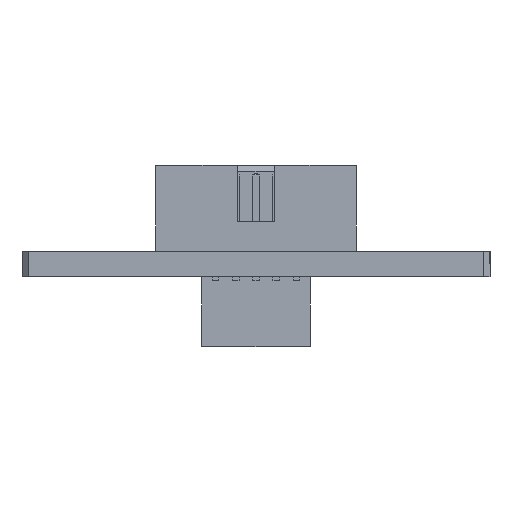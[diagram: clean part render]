
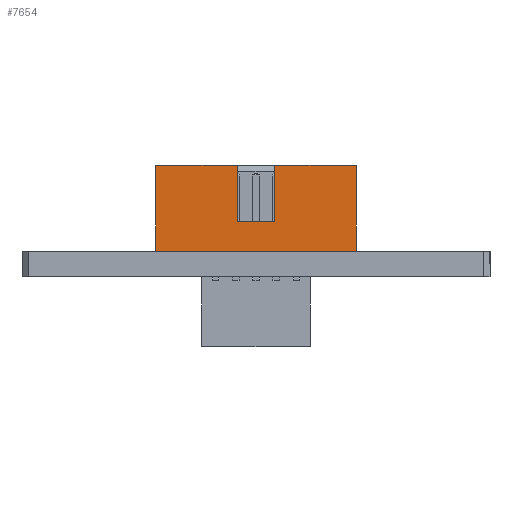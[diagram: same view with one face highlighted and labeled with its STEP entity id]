
A CAD part, front view. The second image highlights one B-rep face of the part: STEP entity #7654.
In plain terms, the highlighted planar face has unit normal (0, -1, 0).
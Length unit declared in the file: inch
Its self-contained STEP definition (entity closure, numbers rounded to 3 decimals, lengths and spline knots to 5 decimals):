
#84 = ORIENTED_EDGE ( 'NONE', *, *, #1130, .T. ) ;
#294 = AXIS2_PLACEMENT_3D ( 'NONE', #3318, #8948, #8303 ) ;
#443 = DIRECTION ( 'NONE',  ( 1., 0., 0. ) ) ;
#532 = DIRECTION ( 'NONE',  ( 0., 0., -1. ) ) ;
#800 = EDGE_CURVE ( 'NONE', #2776, #8975, #9907, .T. ) ;
#903 = CARTESIAN_POINT ( 'NONE',  ( 0.04626, -0.10039, 0.1378 ) ) ;
#943 = ORIENTED_EDGE ( 'NONE', *, *, #1487, .F. ) ;
#993 = VECTOR ( 'NONE', #3317, 39.37008 ) ;
#1123 = DIRECTION ( 'NONE',  ( 1., 0., 0. ) ) ;
#1130 = EDGE_CURVE ( 'NONE', #10323, #6029, #2965, .T. ) ;
#1487 = EDGE_CURVE ( 'NONE', #1782, #4251, #9222, .T. ) ;
#1752 = VERTEX_POINT ( 'NONE', #6588 ) ;
#1782 = VERTEX_POINT ( 'NONE', #7377 ) ;
#1897 = EDGE_CURVE ( 'NONE', #10157, #2776, #5331, .T. ) ;
#2018 = CARTESIAN_POINT ( 'NONE',  ( -0.04626, -0.10039, 0.1378 ) ) ;
#2776 = VERTEX_POINT ( 'NONE', #4591 ) ;
#2965 = LINE ( 'NONE', #6813, #5024 ) ;
#2981 = DIRECTION ( 'NONE',  ( 1., 0., 0. ) ) ;
#3317 = DIRECTION ( 'NONE',  ( 0., 0., -1. ) ) ;
#3318 = CARTESIAN_POINT ( 'NONE',  ( -0.24902, -0.10039, 0.27559 ) ) ;
#3480 = FACE_OUTER_BOUND ( 'NONE', #5634, .T. ) ;
#3647 = VECTOR ( 'NONE', #9198, 39.37008 ) ;
#3877 = CARTESIAN_POINT ( 'NONE',  ( -0.24902, -0.10039, 0.27559 ) ) ;
#4251 = VERTEX_POINT ( 'NONE', #6562 ) ;
#4388 = ORIENTED_EDGE ( 'NONE', *, *, #1897, .F. ) ;
#4400 = EDGE_CURVE ( 'NONE', #1782, #1752, #5377, .T. ) ;
#4439 = CARTESIAN_POINT ( 'NONE',  ( -0.24902, -0.10039, 0.06299 ) ) ;
#4591 = CARTESIAN_POINT ( 'NONE',  ( 0.24902, -0.10039, 0.27559 ) ) ;
#4727 = CARTESIAN_POINT ( 'NONE',  ( -0.24902, -0.10039, 0.27559 ) ) ;
#4950 = DIRECTION ( 'NONE',  ( 0., 0., 1. ) ) ;
#5024 = VECTOR ( 'NONE', #532, 39.37008 ) ;
#5086 = EDGE_CURVE ( 'NONE', #10323, #1752, #9304, .T. ) ;
#5197 = CARTESIAN_POINT ( 'NONE',  ( -0.24902, -0.10039, 0.27559 ) ) ;
#5204 = VECTOR ( 'NONE', #2981, 39.37008 ) ;
#5331 = LINE ( 'NONE', #3877, #5204 ) ;
#5377 = LINE ( 'NONE', #9496, #8336 ) ;
#5634 = EDGE_LOOP ( 'NONE', ( #943, #10197, #10364, #84, #9974, #9904, #4388, #7180 ) ) ;
#5904 = CARTESIAN_POINT ( 'NONE',  ( 0.24902, -0.10039, 0.06299 ) ) ;
#6029 = VERTEX_POINT ( 'NONE', #8503 ) ;
#6090 = VECTOR ( 'NONE', #443, 39.37008 ) ;
#6191 = VECTOR ( 'NONE', #1123, 39.37008 ) ;
#6347 = VECTOR ( 'NONE', #4950, 39.37008 ) ;
#6562 = CARTESIAN_POINT ( 'NONE',  ( 0.04626, -0.10039, 0.1378 ) ) ;
#6588 = CARTESIAN_POINT ( 'NONE',  ( -0.04626, -0.10039, 0.27559 ) ) ;
#6631 = PLANE ( 'NONE',  #294 ) ;
#6813 = CARTESIAN_POINT ( 'NONE',  ( -0.24902, -0.10039, 0.27559 ) ) ;
#7015 = DIRECTION ( 'NONE',  ( 0., 0., 1. ) ) ;
#7180 = ORIENTED_EDGE ( 'NONE', *, *, #8824, .F. ) ;
#7270 = LINE ( 'NONE', #903, #6347 ) ;
#7377 = CARTESIAN_POINT ( 'NONE',  ( -0.04626, -0.10039, 0.1378 ) ) ;
#7654 = ADVANCED_FACE ( 'NONE', ( #3480 ), #6631, .F. ) ;
#8099 = CARTESIAN_POINT ( 'NONE',  ( 0.24902, -0.10039, 0.27559 ) ) ;
#8239 = EDGE_CURVE ( 'NONE', #6029, #8975, #10142, .T. ) ;
#8303 = DIRECTION ( 'NONE',  ( -1., 0., 0. ) ) ;
#8336 = VECTOR ( 'NONE', #7015, 39.37008 ) ;
#8503 = CARTESIAN_POINT ( 'NONE',  ( -0.24902, -0.10039, 0.06299 ) ) ;
#8824 = EDGE_CURVE ( 'NONE', #4251, #10157, #7270, .T. ) ;
#8948 = DIRECTION ( 'NONE',  ( 0., 1., 0. ) ) ;
#8975 = VERTEX_POINT ( 'NONE', #5904 ) ;
#9198 = DIRECTION ( 'NONE',  ( 1., 0., 0. ) ) ;
#9222 = LINE ( 'NONE', #2018, #6191 ) ;
#9304 = LINE ( 'NONE', #5197, #3647 ) ;
#9496 = CARTESIAN_POINT ( 'NONE',  ( -0.04626, -0.10039, 0.1378 ) ) ;
#9876 = CARTESIAN_POINT ( 'NONE',  ( 0.04626, -0.10039, 0.27559 ) ) ;
#9904 = ORIENTED_EDGE ( 'NONE', *, *, #800, .F. ) ;
#9907 = LINE ( 'NONE', #8099, #993 ) ;
#9974 = ORIENTED_EDGE ( 'NONE', *, *, #8239, .T. ) ;
#10142 = LINE ( 'NONE', #4439, #6090 ) ;
#10157 = VERTEX_POINT ( 'NONE', #9876 ) ;
#10197 = ORIENTED_EDGE ( 'NONE', *, *, #4400, .T. ) ;
#10323 = VERTEX_POINT ( 'NONE', #4727 ) ;
#10364 = ORIENTED_EDGE ( 'NONE', *, *, #5086, .F. ) ;
